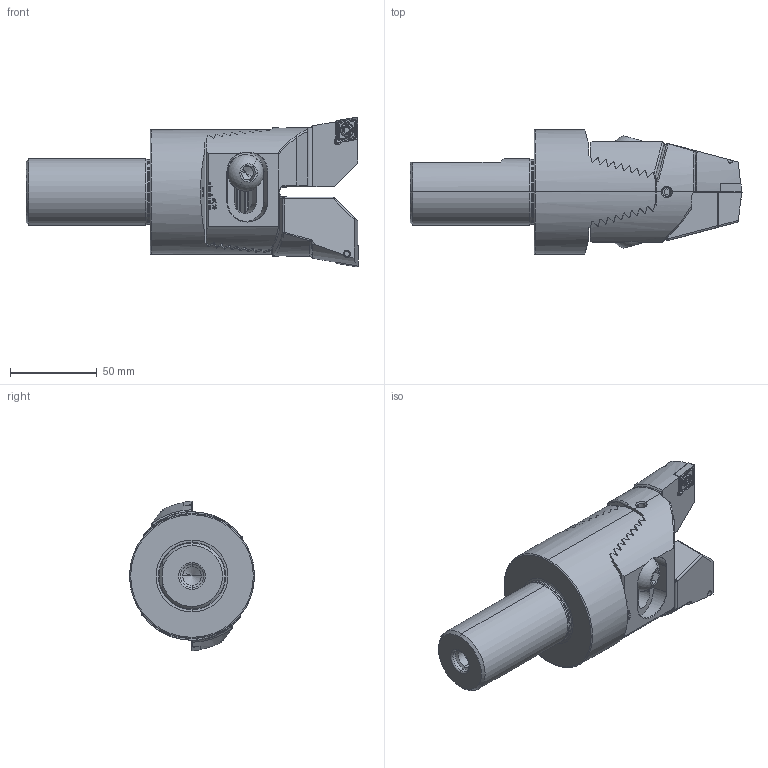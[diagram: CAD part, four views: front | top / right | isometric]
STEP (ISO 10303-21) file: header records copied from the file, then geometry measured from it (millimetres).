
FILE_DESCRIPTION (( 'STEP AP203' ), '1' );
FILE_NAME ('W38.Z72.087.120.STEP', '2024-08-15T14:50:12', ( '' ), ( '' ), 'SwSTEP 2.0', 'SolidWorks 2022', '' );
FILE_SCHEMA (( 'CONFIG_CONTROL_DESIGN' ));
Length unit declared in the file: millimetre
Products named in the file (10): W38-Z72.K21.120_A; Z72-xxx.001.050_C; Z72-ER3.001.030; Z72-ER1.002.025_A; Z72-WCC.001.050; CCMT120404; WCC-ER2.001.010_A; Z72-ER1.001.025; Z72-ER1.003.025_A_gespannt; W38.Z72.087.120
Assembly tree (14 placements, depth 3):
  W38.Z72.087.120
    W38-Z72.K21.120_A
    Z72-WCC.001.050
      Z72-xxx.001.050_C  x2
      Z72-ER3.001.030  x2
      CCMT120404  x2
      WCC-ER2.001.010_A  x2
    Z72-ER1.001.025  x2
      Z72-ER1.002.025_A
      Z72-ER1.003.025_A_gespannt
Bounding box: 191.6 x 72 x 86.5 mm (x, y, z)
Volume: 421629.4 mm3; surface area: 81778.6 mm2
Topology: 13 solids, 13 shells, 995 faces, 2623 edges, 1637 vertices
Faces by surface type: plane 528, cylinder 222, cone 101, bspline 92, torus 34, sphere 18
Entity records: 21935 total; most frequent: CARTESIAN_POINT 7221, ORIENTED_EDGE 3142, DIRECTION 2481, EDGE_CURVE 1571, VERTEX_POINT 996, AXIS2_PLACEMENT_3D 854, LINE 773, VECTOR 773
